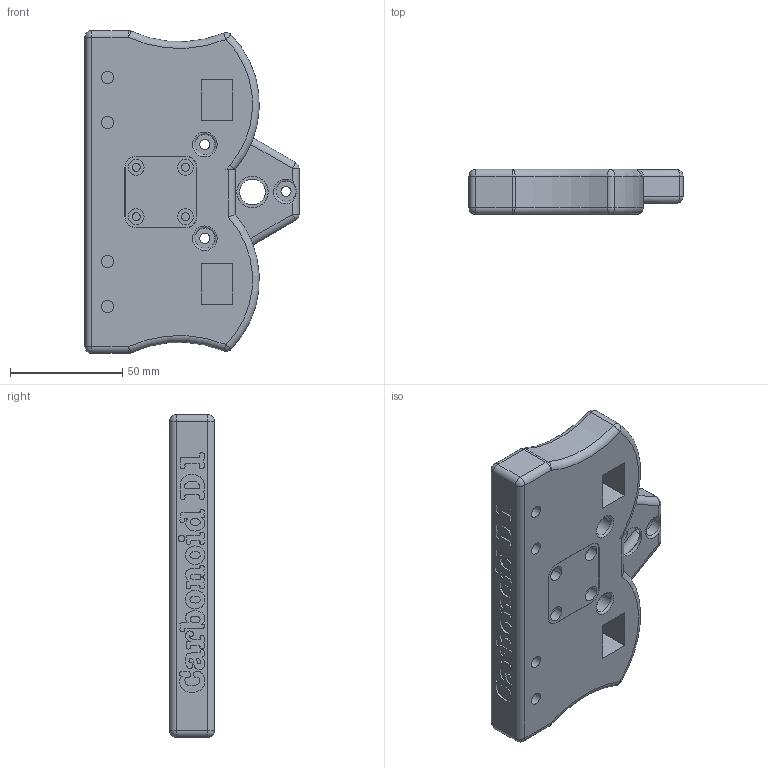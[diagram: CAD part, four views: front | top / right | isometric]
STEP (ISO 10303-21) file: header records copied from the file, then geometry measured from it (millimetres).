
FILE_DESCRIPTION(/* description */ (''),/* implementation_level */ '2;1');
FILE_NAME(/* name */ 'extruder_holders.step',/* time_stamp */ '2018-02-13T20:56:58+01:00',/* author */ (''),/* organization */ (''),/* preprocessor_version */ 'ST-DEVELOPER v16.13',/* originating_system */ 'Autodesk Translation Framework v6.5.0.72',/* authorisation */ '');
FILE_SCHEMA (('AUTOMOTIVE_DESIGN { 1 0 10303 214 3 1 1 }'));
Length unit declared in the file: millimetre
Products named in the file (3): RoofExtruderHolder; DualExtruderHolder; DualExtruderLid
Assembly tree (2 placements, depth 2):
  RoofExtruderHolder
    DualExtruderHolder
    DualExtruderLid
Bounding box: 95.51 x 20 x 144 mm (x, y, z)
Volume: 180534.6 mm3; surface area: 43676.5 mm2
Topology: 2 solids, 2 shells, 554 faces, 1537 edges, 1018 vertices
Faces by surface type: bspline 330, plane 118, cylinder 77, sphere 16, torus 12, cone 1
Full cylindrical faces by diameter (mm): 3.5 x4, 3.8 x6, 4.5 x3, 5.5 x4, 7 x4, 9 x3, 11.5 x1, 14 x1
Entity records: 21050 total; most frequent: CARTESIAN_POINT 8915, ORIENTED_EDGE 3074, EDGE_CURVE 1537, DIRECTION 1494, VERTEX_POINT 1018, B_SPLINE_CURVE_WITH_KNOTS 701, LINE 636, VECTOR 636
